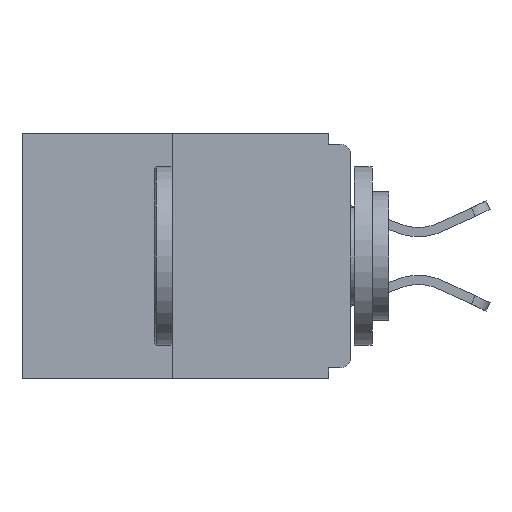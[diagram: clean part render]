
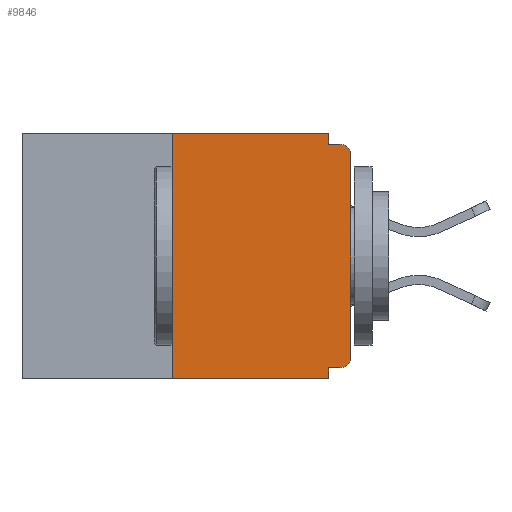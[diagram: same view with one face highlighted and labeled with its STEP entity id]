
A CAD part, left-side view. The second image highlights one B-rep face of the part: STEP entity #9846.
In plain terms, the highlighted planar face has unit normal (-1, 0, 0).
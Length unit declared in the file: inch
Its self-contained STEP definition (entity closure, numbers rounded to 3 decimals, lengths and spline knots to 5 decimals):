
#71 = DIRECTION ( 'NONE',  ( -1., 0., 0. ) ) ;
#608 = VERTEX_POINT ( 'NONE', #9117 ) ;
#709 = CARTESIAN_POINT ( 'NONE',  ( 0., 0., -0.015 ) ) ;
#891 = VECTOR ( 'NONE', #11299, 39.37008 ) ;
#1133 = DIRECTION ( 'NONE',  ( 0., 0., 1. ) ) ;
#1514 = DIRECTION ( 'NONE',  ( 0., 0., -1. ) ) ;
#1652 = VERTEX_POINT ( 'NONE', #10413 ) ;
#1945 = EDGE_LOOP ( 'NONE', ( #4300, #6609, #10190, #12801, #15851, #4220, #13388, #16630, #6475, #15058 ) ) ;
#2037 = DIRECTION ( 'NONE',  ( -1., 0., 0. ) ) ;
#2438 = EDGE_CURVE ( 'NONE', #13636, #4329, #13990, .T. ) ;
#2507 = CIRCLE ( 'NONE', #4688, 0.015 ) ;
#2543 = EDGE_CURVE ( 'NONE', #4732, #15374, #2507, .T. ) ;
#2555 = CARTESIAN_POINT ( 'NONE',  ( 0., 0., 0. ) ) ;
#3554 = FACE_OUTER_BOUND ( 'NONE', #1945, .T. ) ;
#3570 = CARTESIAN_POINT ( 'NONE',  ( 0., 0.46, 0. ) ) ;
#3777 = DIRECTION ( 'NONE',  ( 0., 0., -1. ) ) ;
#3810 = AXIS2_PLACEMENT_3D ( 'NONE', #9883, #2037, #11200 ) ;
#3849 = VECTOR ( 'NONE', #4446, 39.37008 ) ;
#4042 = LINE ( 'NONE', #6889, #3849 ) ;
#4197 = VERTEX_POINT ( 'NONE', #15525 ) ;
#4220 = ORIENTED_EDGE ( 'NONE', *, *, #2543, .T. ) ;
#4249 = CARTESIAN_POINT ( 'NONE',  ( 0., 0.015, -0.328 ) ) ;
#4262 = LINE ( 'NONE', #12462, #6493 ) ;
#4300 = ORIENTED_EDGE ( 'NONE', *, *, #10833, .F. ) ;
#4329 = VERTEX_POINT ( 'NONE', #13666 ) ;
#4446 = DIRECTION ( 'NONE',  ( 0., -1., 0. ) ) ;
#4568 = VECTOR ( 'NONE', #3777, 39.37008 ) ;
#4688 = AXIS2_PLACEMENT_3D ( 'NONE', #10377, #71, #7827 ) ;
#4732 = VERTEX_POINT ( 'NONE', #4249 ) ;
#4766 = PLANE ( 'NONE',  #12891 ) ;
#5174 = VECTOR ( 'NONE', #11459, 39.37008 ) ;
#5396 = CARTESIAN_POINT ( 'NONE',  ( 0., 0., -0.03 ) ) ;
#5714 = EDGE_CURVE ( 'NONE', #4732, #15114, #4262, .T. ) ;
#5756 = VECTOR ( 'NONE', #13099, 39.37008 ) ;
#5866 = EDGE_CURVE ( 'NONE', #1652, #16510, #4042, .T. ) ;
#6101 = VERTEX_POINT ( 'NONE', #12066 ) ;
#6427 = CARTESIAN_POINT ( 'NONE',  ( 0., 0., -0.313 ) ) ;
#6475 = ORIENTED_EDGE ( 'NONE', *, *, #13966, .F. ) ;
#6493 = VECTOR ( 'NONE', #15060, 39.37008 ) ;
#6609 = ORIENTED_EDGE ( 'NONE', *, *, #14035, .F. ) ;
#6889 = CARTESIAN_POINT ( 'NONE',  ( 0., 0.46, -0.343 ) ) ;
#7486 = CARTESIAN_POINT ( 'NONE',  ( 0., 0.25, 0. ) ) ;
#7827 = DIRECTION ( 'NONE',  ( 0., 0., -1. ) ) ;
#7958 = CARTESIAN_POINT ( 'NONE',  ( 0., 0.031, 0. ) ) ;
#8037 = LINE ( 'NONE', #11636, #4568 ) ;
#8048 = CARTESIAN_POINT ( 'NONE',  ( 0., 0.46, 0. ) ) ;
#8232 = LINE ( 'NONE', #7486, #5174 ) ;
#8288 = VECTOR ( 'NONE', #1514, 39.37008 ) ;
#8704 = EDGE_CURVE ( 'NONE', #4197, #6101, #16108, .T. ) ;
#8822 = DIRECTION ( 'NONE',  ( 0., 0., -1. ) ) ;
#9117 = CARTESIAN_POINT ( 'NONE',  ( 0., 0.25, 0. ) ) ;
#9846 = ADVANCED_FACE ( 'NONE', ( #3554 ), #4766, .F. ) ;
#9883 = CARTESIAN_POINT ( 'NONE',  ( 0., 0.015, -0.03 ) ) ;
#10190 = ORIENTED_EDGE ( 'NONE', *, *, #5866, .T. ) ;
#10377 = CARTESIAN_POINT ( 'NONE',  ( 0., 0.015, -0.313 ) ) ;
#10413 = CARTESIAN_POINT ( 'NONE',  ( 0., 0.25, -0.343 ) ) ;
#10833 = EDGE_CURVE ( 'NONE', #608, #4197, #14375, .T. ) ;
#11200 = DIRECTION ( 'NONE',  ( 0., 0., -1. ) ) ;
#11299 = DIRECTION ( 'NONE',  ( 0., -1., 0. ) ) ;
#11459 = DIRECTION ( 'NONE',  ( 0., 0., 1. ) ) ;
#11636 = CARTESIAN_POINT ( 'NONE',  ( 0., 0.031, -0.343 ) ) ;
#12066 = CARTESIAN_POINT ( 'NONE',  ( 0., 0.031, -0.015 ) ) ;
#12462 = CARTESIAN_POINT ( 'NONE',  ( 0., 0., -0.328 ) ) ;
#12801 = ORIENTED_EDGE ( 'NONE', *, *, #14239, .F. ) ;
#12841 = EDGE_CURVE ( 'NONE', #15374, #13636, #16760, .T. ) ;
#12891 = AXIS2_PLACEMENT_3D ( 'NONE', #3570, #14159, #8822 ) ;
#13099 = DIRECTION ( 'NONE',  ( 0., -1., 0. ) ) ;
#13388 = ORIENTED_EDGE ( 'NONE', *, *, #12841, .T. ) ;
#13636 = VERTEX_POINT ( 'NONE', #5396 ) ;
#13666 = CARTESIAN_POINT ( 'NONE',  ( 0., 0.015, -0.015 ) ) ;
#13966 = EDGE_CURVE ( 'NONE', #6101, #4329, #16869, .T. ) ;
#13978 = CARTESIAN_POINT ( 'NONE',  ( 0., 0.031, -0.328 ) ) ;
#13990 = CIRCLE ( 'NONE', #3810, 0.015 ) ;
#14035 = EDGE_CURVE ( 'NONE', #1652, #608, #8232, .T. ) ;
#14159 = DIRECTION ( 'NONE',  ( 1., 0., 0. ) ) ;
#14239 = EDGE_CURVE ( 'NONE', #15114, #16510, #8037, .T. ) ;
#14375 = LINE ( 'NONE', #8048, #5756 ) ;
#15058 = ORIENTED_EDGE ( 'NONE', *, *, #8704, .F. ) ;
#15060 = DIRECTION ( 'NONE',  ( 0., 1., 0. ) ) ;
#15114 = VERTEX_POINT ( 'NONE', #13978 ) ;
#15374 = VERTEX_POINT ( 'NONE', #6427 ) ;
#15525 = CARTESIAN_POINT ( 'NONE',  ( 0., 0.031, 0. ) ) ;
#15727 = VECTOR ( 'NONE', #1133, 39.37008 ) ;
#15851 = ORIENTED_EDGE ( 'NONE', *, *, #5714, .F. ) ;
#16108 = LINE ( 'NONE', #7958, #8288 ) ;
#16164 = CARTESIAN_POINT ( 'NONE',  ( 0., 0.031, -0.343 ) ) ;
#16510 = VERTEX_POINT ( 'NONE', #16164 ) ;
#16630 = ORIENTED_EDGE ( 'NONE', *, *, #2438, .T. ) ;
#16760 = LINE ( 'NONE', #2555, #15727 ) ;
#16869 = LINE ( 'NONE', #709, #891 ) ;
